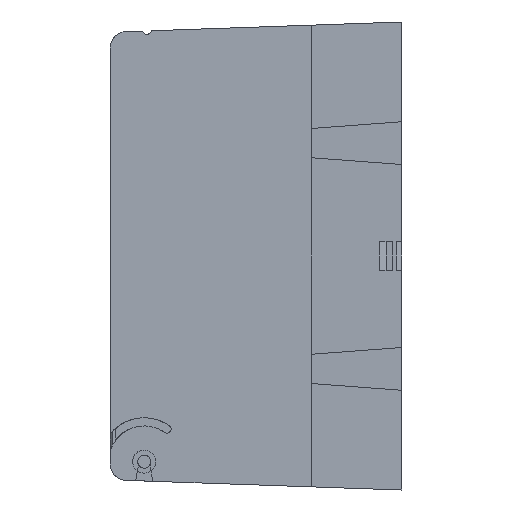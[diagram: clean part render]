
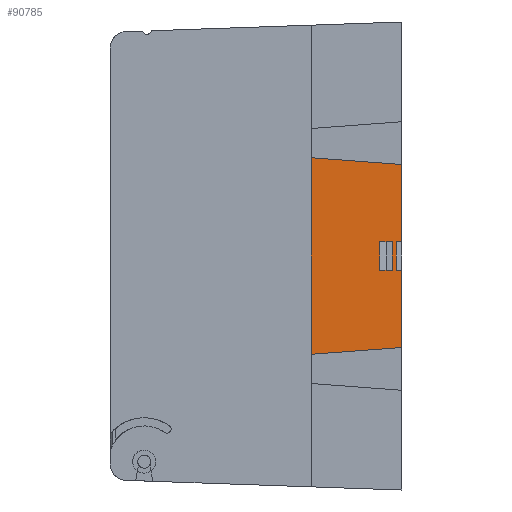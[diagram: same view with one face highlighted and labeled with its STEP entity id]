
A CAD part, left-side view. The second image highlights one B-rep face of the part: STEP entity #90785.
In plain terms, the highlighted planar face has unit normal (-1, 0, 0).
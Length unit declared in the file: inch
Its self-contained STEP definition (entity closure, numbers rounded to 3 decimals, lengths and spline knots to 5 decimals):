
#877 = VECTOR ( 'NONE', #76060, 39.37008 ) ;
#1571 = ORIENTED_EDGE ( 'NONE', *, *, #72896, .F. ) ;
#4900 = VERTEX_POINT ( 'NONE', #64465 ) ;
#6283 = ORIENTED_EDGE ( 'NONE', *, *, #37032, .F. ) ;
#8485 = VERTEX_POINT ( 'NONE', #34842 ) ;
#9748 = EDGE_CURVE ( 'NONE', #55005, #55603, #89618, .T. ) ;
#11160 = EDGE_CURVE ( 'NONE', #4900, #35036, #38119, .T. ) ;
#14071 = VERTEX_POINT ( 'NONE', #78082 ) ;
#14076 = EDGE_CURVE ( 'NONE', #35200, #14071, #60642, .T. ) ;
#14920 = CARTESIAN_POINT ( 'NONE',  ( -6.525, 0.115, -0.175 ) ) ;
#15361 = DIRECTION ( 'NONE',  ( 0., -0.997, -0.074 ) ) ;
#15681 = ORIENTED_EDGE ( 'NONE', *, *, #9748, .T. ) ;
#17374 = VECTOR ( 'NONE', #27859, 39.37008 ) ;
#17531 = VECTOR ( 'NONE', #50042, 39.37008 ) ;
#17763 = VERTEX_POINT ( 'NONE', #39550 ) ;
#18795 = EDGE_CURVE ( 'NONE', #23833, #77931, #74760, .T. ) ;
#20425 = DIRECTION ( 'NONE',  ( 0., 0., 1. ) ) ;
#20634 = LINE ( 'NONE', #64807, #80311 ) ;
#21285 = VECTOR ( 'NONE', #93946, 39.37008 ) ;
#21653 = ORIENTED_EDGE ( 'NONE', *, *, #54319, .T. ) ;
#23833 = VERTEX_POINT ( 'NONE', #36165 ) ;
#25183 = VERTEX_POINT ( 'NONE', #86515 ) ;
#25370 = EDGE_CURVE ( 'NONE', #43619, #8485, #20634, .T. ) ;
#25465 = VECTOR ( 'NONE', #20425, 39.37008 ) ;
#25694 = DIRECTION ( 'NONE',  ( 0., -1., 0. ) ) ;
#27859 = DIRECTION ( 'NONE',  ( 0., 0., -1. ) ) ;
#28128 = CARTESIAN_POINT ( 'NONE',  ( -6.525, 0., 6.44233 ) ) ;
#29156 = DIRECTION ( 'NONE',  ( 0., -0.997, 0.074 ) ) ;
#29467 = VECTOR ( 'NONE', #30616, 39.37008 ) ;
#29684 = ORIENTED_EDGE ( 'NONE', *, *, #74562, .T. ) ;
#30616 = DIRECTION ( 'NONE',  ( 0., -1., 0. ) ) ;
#31433 = VECTOR ( 'NONE', #15361, 39.37008 ) ;
#31904 = LINE ( 'NONE', #14920, #29467 ) ;
#33915 = LINE ( 'NONE', #85154, #31433 ) ;
#34306 = CARTESIAN_POINT ( 'NONE',  ( -6.525, 0., 0.175 ) ) ;
#34842 = CARTESIAN_POINT ( 'NONE',  ( -6.525, 0.065, 0.175 ) ) ;
#35036 = VERTEX_POINT ( 'NONE', #100551 ) ;
#35200 = VERTEX_POINT ( 'NONE', #79479 ) ;
#36165 = CARTESIAN_POINT ( 'NONE',  ( -6.525, 0., 1.115 ) ) ;
#37032 = EDGE_CURVE ( 'NONE', #55005, #23833, #33915, .T. ) ;
#37510 = ORIENTED_EDGE ( 'NONE', *, *, #53575, .T. ) ;
#38071 = ORIENTED_EDGE ( 'NONE', *, *, #62224, .F. ) ;
#38119 = LINE ( 'NONE', #28128, #17374 ) ;
#38219 = PLANE ( 'NONE',  #66914 ) ;
#38567 = DIRECTION ( 'NONE',  ( 1., 0., 0. ) ) ;
#39550 = CARTESIAN_POINT ( 'NONE',  ( -6.525, 0.115, 0.175 ) ) ;
#39584 = LINE ( 'NONE', #70162, #21285 ) ;
#39835 = EDGE_LOOP ( 'NONE', ( #38071, #44265, #21653, #1571 ) ) ;
#40100 = ORIENTED_EDGE ( 'NONE', *, *, #55257, .F. ) ;
#40626 = DIRECTION ( 'NONE',  ( 0., 0., -1. ) ) ;
#40905 = ORIENTED_EDGE ( 'NONE', *, *, #25370, .T. ) ;
#41395 = CARTESIAN_POINT ( 'NONE',  ( -6.525, 0.065, -0.175 ) ) ;
#41638 = DIRECTION ( 'NONE',  ( 0., 0., 1. ) ) ;
#41798 = VECTOR ( 'NONE', #25694, 39.37008 ) ;
#43619 = VERTEX_POINT ( 'NONE', #41395 ) ;
#44265 = ORIENTED_EDGE ( 'NONE', *, *, #14076, .T. ) ;
#44374 = FACE_OUTER_BOUND ( 'NONE', #65885, .T. ) ;
#48923 = CARTESIAN_POINT ( 'NONE',  ( -6.525, 0., -0.175 ) ) ;
#50042 = DIRECTION ( 'NONE',  ( 0., -1., 0. ) ) ;
#51393 = CARTESIAN_POINT ( 'NONE',  ( -6.525, 1.1, 1.19653 ) ) ;
#53575 = EDGE_CURVE ( 'NONE', #55603, #35036, #61879, .T. ) ;
#54111 = VECTOR ( 'NONE', #40626, 39.37008 ) ;
#54319 = EDGE_CURVE ( 'NONE', #14071, #17763, #39584, .T. ) ;
#55005 = VERTEX_POINT ( 'NONE', #51393 ) ;
#55257 = EDGE_CURVE ( 'NONE', #43619, #4900, #62494, .T. ) ;
#55603 = VERTEX_POINT ( 'NONE', #84790 ) ;
#58704 = DIRECTION ( 'NONE',  ( 0., 0., -1. ) ) ;
#60642 = LINE ( 'NONE', #76979, #877 ) ;
#61879 = LINE ( 'NONE', #68004, #100757 ) ;
#62224 = EDGE_CURVE ( 'NONE', #35200, #25183, #31904, .T. ) ;
#62494 = LINE ( 'NONE', #48923, #41798 ) ;
#63784 = CARTESIAN_POINT ( 'NONE',  ( -6.525, 0., 6.44233 ) ) ;
#64465 = CARTESIAN_POINT ( 'NONE',  ( -6.525, 0., -0.175 ) ) ;
#64807 = CARTESIAN_POINT ( 'NONE',  ( -6.525, 0.065, -0.175 ) ) ;
#65099 = FACE_BOUND ( 'NONE', #39835, .T. ) ;
#65885 = EDGE_LOOP ( 'NONE', ( #78333, #40100, #40905, #29684, #82564, #6283, #15681, #37510 ) ) ;
#66914 = AXIS2_PLACEMENT_3D ( 'NONE', #85151, #38567, #92956 ) ;
#68004 = CARTESIAN_POINT ( 'NONE',  ( -6.525, -0.55706, -1.07371 ) ) ;
#68964 = VECTOR ( 'NONE', #58704, 39.37008 ) ;
#70162 = CARTESIAN_POINT ( 'NONE',  ( -6.525, 0.115, 0.175 ) ) ;
#72896 = EDGE_CURVE ( 'NONE', #25183, #17763, #85099, .T. ) ;
#74562 = EDGE_CURVE ( 'NONE', #8485, #77931, #100331, .T. ) ;
#74760 = LINE ( 'NONE', #63784, #54111 ) ;
#75210 = CARTESIAN_POINT ( 'NONE',  ( -6.525, 0.115, -0.175 ) ) ;
#76060 = DIRECTION ( 'NONE',  ( 0., 0., 1. ) ) ;
#76979 = CARTESIAN_POINT ( 'NONE',  ( -6.525, 0.26794, -0.175 ) ) ;
#77931 = VERTEX_POINT ( 'NONE', #98757 ) ;
#78082 = CARTESIAN_POINT ( 'NONE',  ( -6.525, 0.26794, 0.175 ) ) ;
#78333 = ORIENTED_EDGE ( 'NONE', *, *, #11160, .F. ) ;
#79479 = CARTESIAN_POINT ( 'NONE',  ( -6.525, 0.26794, -0.175 ) ) ;
#80311 = VECTOR ( 'NONE', #41638, 39.37008 ) ;
#82564 = ORIENTED_EDGE ( 'NONE', *, *, #18795, .F. ) ;
#84790 = CARTESIAN_POINT ( 'NONE',  ( -6.525, 1.1, -1.19653 ) ) ;
#85099 = LINE ( 'NONE', #75210, #25465 ) ;
#85151 = CARTESIAN_POINT ( 'NONE',  ( -6.525, 0., 6.44233 ) ) ;
#85154 = CARTESIAN_POINT ( 'NONE',  ( -6.525, 0., 1.115 ) ) ;
#86515 = CARTESIAN_POINT ( 'NONE',  ( -6.525, 0.115, -0.175 ) ) ;
#88004 = CARTESIAN_POINT ( 'NONE',  ( -6.525, 1.1, 6.44233 ) ) ;
#89618 = LINE ( 'NONE', #88004, #68964 ) ;
#90785 = ADVANCED_FACE ( 'NONE', ( #44374, #65099 ), #38219, .F. ) ;
#92956 = DIRECTION ( 'NONE',  ( 0., 0., -1. ) ) ;
#93946 = DIRECTION ( 'NONE',  ( 0., -1., 0. ) ) ;
#98757 = CARTESIAN_POINT ( 'NONE',  ( -6.525, 0., 0.175 ) ) ;
#100331 = LINE ( 'NONE', #34306, #17531 ) ;
#100551 = CARTESIAN_POINT ( 'NONE',  ( -6.525, 0., -1.115 ) ) ;
#100757 = VECTOR ( 'NONE', #29156, 39.37008 ) ;
